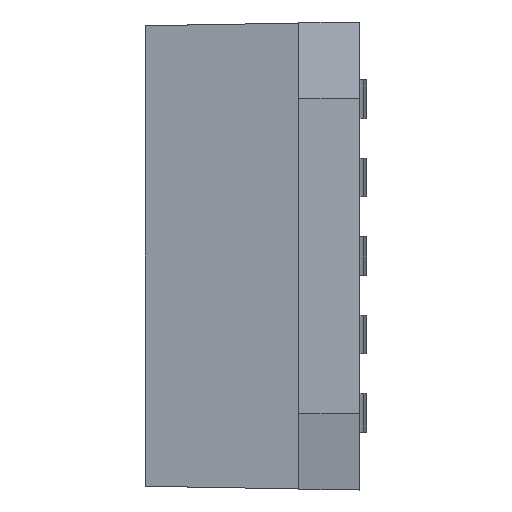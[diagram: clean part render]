
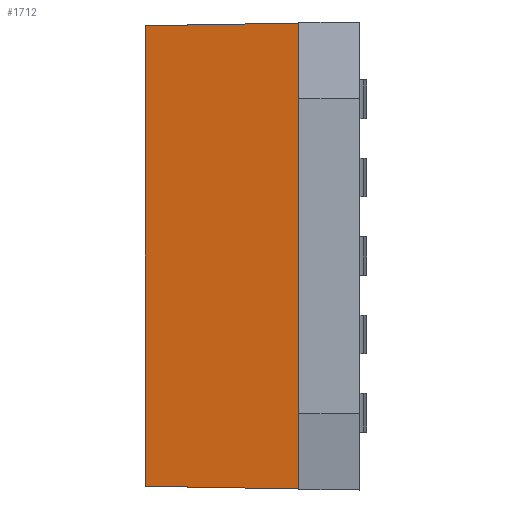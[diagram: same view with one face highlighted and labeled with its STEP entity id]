
A CAD part, left-side view. The second image highlights one B-rep face of the part: STEP entity #1712.
In plain terms, the highlighted planar face has unit normal (-0.993, 0.122, 0).
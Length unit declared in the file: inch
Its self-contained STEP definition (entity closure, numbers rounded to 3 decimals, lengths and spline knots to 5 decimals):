
#12=DIRECTION ( 'NONE',  ( 0., 0., 1. ) );
#77=DIRECTION ( 'NONE',  ( 0., 0., -1. ) );
#85=VECTOR ( 'NONE', #910, 39.37008 );
#135=DIRECTION ( 'NONE',  ( 0., 0., 1. ) );
#187=CARTESIAN_POINT ( 'NONE',  ( -0.2, 0.052, -0.1 ) );
#211=VERTEX_POINT ( 'NONE', #1221 );
#231=VERTEX_POINT ( 'NONE', #187 );
#244=VERTEX_POINT ( 'NONE', #2091 );
#353=VECTOR ( 'NONE', #12, 39.37008 );
#383=DIRECTION ( 'NONE',  ( 0.993, -0.122, 0. ) );
#403=VECTOR ( 'NONE', #440, 39.37008 );
#440=DIRECTION ( 'NONE',  ( 0., 0., -1. ) );
#471=CARTESIAN_POINT ( 'NONE',  ( -0.18392, 0.183, -0.19681 ) );
#474=AXIS2_PLACEMENT_3D ( 'NONE', #511, #383, #2098 );
#489=ORIENTED_EDGE ( 'NONE', *, *, #1466, .T. );
#511=CARTESIAN_POINT ( 'NONE',  ( -0.2, 0.052, -0.2 ) );
#553=CARTESIAN_POINT ( 'NONE',  ( -0.2, 0.052, -0.2 ) );
#634=EDGE_LOOP ( 'NONE', ( #1174, #489, #655, #1210, #763, #1274 ) );
#655=ORIENTED_EDGE ( 'NONE', *, *, #1706, .F. );
#662=VECTOR ( 'NONE', #1906, 39.37008 );
#763=ORIENTED_EDGE ( 'NONE', *, *, #1762, .F. );
#768=LINE ( 'NONE', #553, #789 );
#789=VECTOR ( 'NONE', #135, 39.37008 );
#910=DIRECTION ( 'NONE',  ( -0.122, -0.992, -0.017 ) );
#1046=EDGE_CURVE ( 'NONE', #231, #244, #768, .T. );
#1049=CARTESIAN_POINT ( 'NONE',  ( -0.2, 0.052, -0.1 ) );
#1161=CARTESIAN_POINT ( 'NONE',  ( -0.2, 0.052, -0.19909 ) );
#1174=ORIENTED_EDGE ( 'NONE', *, *, #1667, .F. );
#1198=VERTEX_POINT ( 'NONE', #471 );
#1210=ORIENTED_EDGE ( 'NONE', *, *, #1790, .T. );
#1219=CARTESIAN_POINT ( 'NONE',  ( -0.18392, 0.183, -0.2 ) );
#1221=CARTESIAN_POINT ( 'NONE',  ( -0.2, 0.052, 0.19909 ) );
#1249=LINE ( 'NONE', #1049, #1977 );
#1273=LINE ( 'NONE', #1971, #85 );
#1274=ORIENTED_EDGE ( 'NONE', *, *, #1046, .T. );
#1311=CARTESIAN_POINT ( 'NONE',  ( -0.19916, 0.05886, 0.19897 ) );
#1381=CARTESIAN_POINT ( 'NONE',  ( -0.2, 0.052, 0.2 ) );
#1420=CARTESIAN_POINT ( 'NONE',  ( -0.18392, 0.183, 0.19681 ) );
#1466=EDGE_CURVE ( 'NONE', #211, #1721, #2006, .T. );
#1667=EDGE_CURVE ( 'NONE', #211, #244, #1822, .T. );
#1681=FACE_OUTER_BOUND ( 'NONE', #634, .T. );
#1706=EDGE_CURVE ( 'NONE', #1198, #1721, #1799, .T. );
#1712=ADVANCED_FACE ( 'NONE', ( #1681 ), #1804, .F. );
#1721=VERTEX_POINT ( 'NONE', #1420 );
#1762=EDGE_CURVE ( 'NONE', #231, #2031, #1249, .T. );
#1790=EDGE_CURVE ( 'NONE', #1198, #2031, #1273, .T. );
#1799=LINE ( 'NONE', #1219, #353 );
#1804=PLANE ( 'NONE',  #474 );
#1822=LINE ( 'NONE', #1381, #403 );
#1906=DIRECTION ( 'NONE',  ( 0.122, 0.992, -0.017 ) );
#1971=CARTESIAN_POINT ( 'NONE',  ( -0.2, 0.05198, -0.19909 ) );
#1977=VECTOR ( 'NONE', #77, 39.37008 );
#2006=LINE ( 'NONE', #1311, #662 );
#2031=VERTEX_POINT ( 'NONE', #1161 );
#2091=CARTESIAN_POINT ( 'NONE',  ( -0.2, 0.052, 0.1 ) );
#2098=DIRECTION ( 'NONE',  ( 0.122, 0.993, 0. ) );
